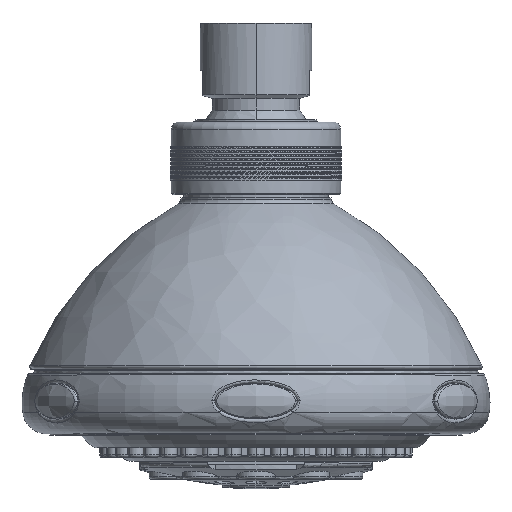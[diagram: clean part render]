
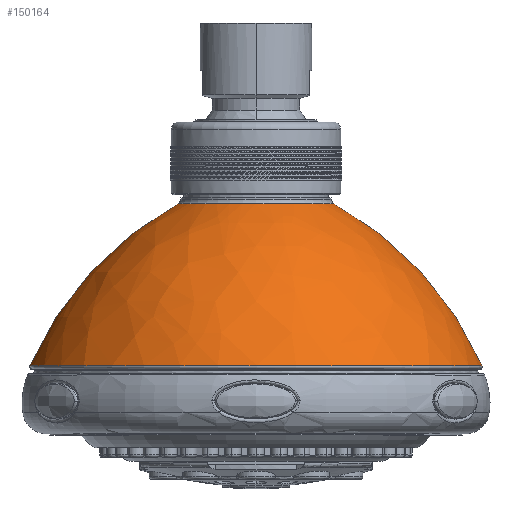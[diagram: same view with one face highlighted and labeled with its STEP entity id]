
A CAD part, top view. The second image highlights one B-rep face of the part: STEP entity #150164.
In plain terms, the highlighted free-form (B-spline) face has degree [3, 3] with [7, 4] control points.
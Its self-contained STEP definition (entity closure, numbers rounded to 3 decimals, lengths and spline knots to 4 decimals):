
#11699=CARTESIAN_POINT('',(0.,1.3472,0.));
#11700=DIRECTION('',(0.,1.,0.));
#11701=DIRECTION('',(-1.,0.,0.));
#11702=AXIS2_PLACEMENT_3D('',#11699,#11700,#11701);
#11707=CARTESIAN_POINT('',(0.,1.3472,0.));
#11708=DIRECTION('',(0.,1.,0.));
#11709=DIRECTION('',(1.,0.,0.007));
#11710=AXIS2_PLACEMENT_3D('',#11707,#11708,#11709);
#11715=CARTESIAN_POINT('',(0.,0.0275,0.));
#11716=DIRECTION('',(0.,-1.,0.));
#11717=DIRECTION('',(1.,0.,0.));
#11718=AXIS2_PLACEMENT_3D('',#11715,#11716,#11717);
#11723=CARTESIAN_POINT('',(0.,0.0275,0.));
#11724=DIRECTION('',(0.,-1.,0.));
#11725=DIRECTION('',(-1.,0.,0.009));
#11726=AXIS2_PLACEMENT_3D('',#11723,#11724,#11725);
#11731=CARTESIAN_POINT('',(0.6882,-1.0726,
0.));
#11732=DIRECTION('',(0.,0.,
-1.));
#11733=DIRECTION('',(-0.917,0.399,0.));
#11734=AXIS2_PLACEMENT_3D('',#11731,#11732,#11733);
#11771=CARTESIAN_POINT('',(-0.6882,-1.0726,
0.));
#11772=DIRECTION('',(0.,0.,1.));
#11773=DIRECTION('',(0.917,0.399,0.));
#11774=AXIS2_PLACEMENT_3D('',#11771,#11772,#11773);
#130389=CARTESIAN_POINT('',(-0.6308,1.3472,
0.));
#130390=CARTESIAN_POINT('',(0.6307,1.3472,
0.0043));
#130391=VERTEX_POINT('',#130389);
#130392=VERTEX_POINT('',#130390);
#130393=CARTESIAN_POINT('',(0.6308,1.3472,
0.));
#130394=VERTEX_POINT('',#130393);
#130395=CARTESIAN_POINT('',(1.8386,0.0275,
0.));
#130396=VERTEX_POINT('',#130395);
#130397=CARTESIAN_POINT('',(-1.8385,0.0275,
0.0167));
#130398=VERTEX_POINT('',#130397);
#130399=CARTESIAN_POINT('',(-1.8386,0.0275,
0.));
#130400=VERTEX_POINT('',#130399);
#150123=CARTESIAN_POINT('',(-1.8493,-0.006,
-0.1163));
#150124=CARTESIAN_POINT('',(-1.6004,0.5882,
-0.1007));
#150125=CARTESIAN_POINT('',(-1.1662,1.0635,
-0.0734));
#150126=CARTESIAN_POINT('',(-0.5975,1.3644,
-0.0376));
#150127=CARTESIAN_POINT('',(-1.9208,-0.006,
1.0217));
#150128=CARTESIAN_POINT('',(-1.6623,0.5882,
0.8842));
#150129=CARTESIAN_POINT('',(-1.2113,1.0635,
0.6443));
#150130=CARTESIAN_POINT('',(-0.6206,1.3644,
0.3301));
#150131=CARTESIAN_POINT('',(-1.1403,-0.006,
1.8529));
#150132=CARTESIAN_POINT('',(-0.9868,0.5882,
1.6035));
#150133=CARTESIAN_POINT('',(-0.7191,1.0635,
1.1685));
#150134=CARTESIAN_POINT('',(-0.3684,1.3644,
0.5986));
#150135=CARTESIAN_POINT('',(0.,-0.006,1.8529));
#150136=CARTESIAN_POINT('',(0.,0.5882,1.6035));
#150137=CARTESIAN_POINT('',(0.,1.0635,1.1685));
#150138=CARTESIAN_POINT('',(0.,1.3644,0.5986));
#150139=CARTESIAN_POINT('',(1.1403,-0.006,
1.8529));
#150140=CARTESIAN_POINT('',(0.9868,0.5882,
1.6035));
#150141=CARTESIAN_POINT('',(0.7191,1.0635,
1.1685));
#150142=CARTESIAN_POINT('',(0.3684,1.3644,
0.5986));
#150143=CARTESIAN_POINT('',(1.9208,-0.006,
1.0217));
#150144=CARTESIAN_POINT('',(1.6623,0.5882,
0.8842));
#150145=CARTESIAN_POINT('',(1.2113,1.0635,
0.6443));
#150146=CARTESIAN_POINT('',(0.6206,1.3644,
0.3301));
#150147=CARTESIAN_POINT('',(1.8493,-0.006,
-0.1163));
#150148=CARTESIAN_POINT('',(1.6004,0.5882,
-0.1007));
#150149=CARTESIAN_POINT('',(1.1662,1.0635,
-0.0734));
#150150=CARTESIAN_POINT('',(0.5975,1.3644,
-0.0376));
#150151=(BOUNDED_SURFACE()B_SPLINE_SURFACE(3,3,((#150123,#150124,#150125,
#150126),(#150127,#150128,#150129,#150130),(#150131,#150132,#150133,#150134),(
#150135,#150136,#150137,#150138),(#150139,#150140,#150141,#150142),(#150143,
#150144,#150145,#150146),(#150147,#150148,#150149,#150150)),.UNSPECIFIED.,.F.,
.F.,.F.)B_SPLINE_SURFACE_WITH_KNOTS((4,3,4),(4,4),(0.,1.,2.),(0.,1.),
.UNSPECIFIED.)GEOMETRIC_REPRESENTATION_ITEM()RATIONAL_B_SPLINE_SURFACE(((
1.223,1.175,1.175,1.223),(
0.966,0.928,0.928,0.966),(
0.966,0.928,0.928,0.966),(
1.223,1.175,1.175,1.223),(
0.966,0.928,0.928,0.966),(
0.966,0.928,0.928,0.966),(
1.223,1.175,1.175,1.223)))REPRESENTATION_ITEM('')SURFACE());
#150152=ORIENTED_EDGE('',*,*,#150112,.T.);
#150153=ORIENTED_EDGE('',*,*,#150110,.T.);
#150155=ORIENTED_EDGE('',*,*,#150154,.F.);
#150157=ORIENTED_EDGE('',*,*,#150156,.T.);
#150159=ORIENTED_EDGE('',*,*,#150158,.T.);
#150161=ORIENTED_EDGE('',*,*,#150160,.T.);
#150162=EDGE_LOOP('',(#150152,#150153,#150155,#150157,#150159,#150161));
#150163=FACE_OUTER_BOUND('',#150162,.F.);
#150164=ADVANCED_FACE('',(#150163),#150151,.T.);
#11703=CIRCLE('',#11702,0.6308);
#11711=CIRCLE('',#11710,0.6308);
#11719=CIRCLE('',#11718,1.8386);
#11727=CIRCLE('',#11726,1.8386);
#11735=CIRCLE('',#11734,2.7559);
#11775=CIRCLE('',#11774,2.7559);
#150110=EDGE_CURVE('',#130392,#130394,#11711,.T.);
#150112=EDGE_CURVE('',#130391,#130392,#11703,.T.);
#150154=EDGE_CURVE('',#130396,#130394,#11775,.T.);
#150156=EDGE_CURVE('',#130396,#130398,#11719,.T.);
#150158=EDGE_CURVE('',#130398,#130400,#11727,.T.);
#150160=EDGE_CURVE('',#130400,#130391,#11735,.T.);
